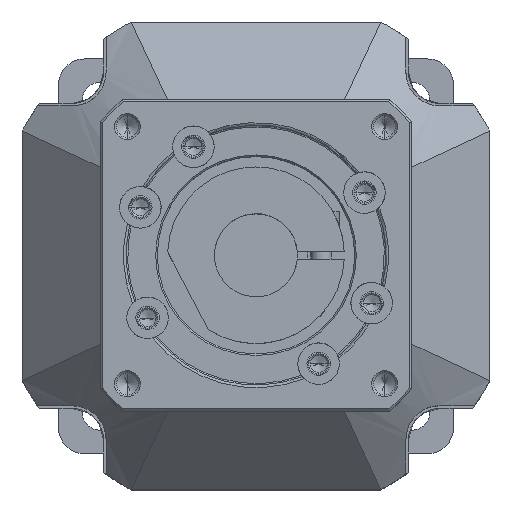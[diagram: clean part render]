
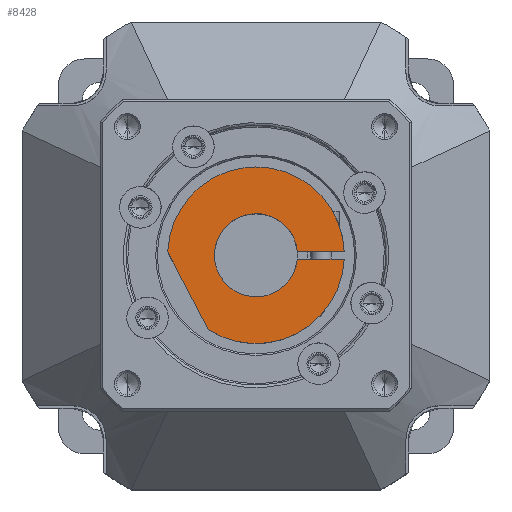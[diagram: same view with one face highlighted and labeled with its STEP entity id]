
A CAD part, top view. The second image highlights one B-rep face of the part: STEP entity #8428.
In plain terms, the highlighted face is planar.
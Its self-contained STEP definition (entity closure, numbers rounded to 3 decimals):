
#7173=DIRECTION('',(0.886,0.,-0.463));
#7174=VECTOR('',#7173,16.869);
#7175=CARTESIAN_POINT('',(-14.31,74.,-9.178));
#7176=LINE('',#7175,#7174);
#7177=DIRECTION('',(0.,0.,-1.));
#7178=VECTOR('',#7177,9.019);
#7179=CARTESIAN_POINT('',(0.75,74.,16.983));
#7180=LINE('',#7179,#7178);
#7181=CARTESIAN_POINT('',(0.,74.,0.));
#7182=DIRECTION('',(0.,1.,0.));
#7183=DIRECTION('',(0.094,0.,0.996));
#7184=AXIS2_PLACEMENT_3D('',#7181,#7182,#7183);
#7186=CARTESIAN_POINT('',(0.,74.,0.));
#7187=DIRECTION('',(0.,-1.,0.));
#7188=DIRECTION('',(-0.094,0.,0.996));
#7189=AXIS2_PLACEMENT_3D('',#7186,#7187,#7188);
#7191=DIRECTION('',(0.,0.,-1.));
#7192=VECTOR('',#7191,9.019);
#7193=CARTESIAN_POINT('',(-0.75,74.,16.983));
#7194=LINE('',#7193,#7192);
#7220=CARTESIAN_POINT('',(0.,74.,0.));
#7221=DIRECTION('',(0.,1.,0.));
#7222=DIRECTION('',(0.044,0.,0.999));
#7223=AXIS2_PLACEMENT_3D('',#7220,#7221,#7222);
#7225=CARTESIAN_POINT('',(0.,74.,0.));
#7226=DIRECTION('',(0.,1.,0.));
#7227=DIRECTION('',(-0.842,0.,-0.54));
#7228=AXIS2_PLACEMENT_3D('',#7225,#7226,#7227);
#7933=CARTESIAN_POINT('',(0.,74.,-8.));
#7935=VERTEX_POINT('',#7933);
#7948=CARTESIAN_POINT('',(0.75,74.,7.965));
#7949=VERTEX_POINT('',#7948);
#7950=CARTESIAN_POINT('',(0.75,74.,16.983));
#7951=VERTEX_POINT('',#7950);
#7952=CARTESIAN_POINT('',(-0.75,74.,16.983));
#7953=CARTESIAN_POINT('',(-0.75,74.,7.965));
#7954=VERTEX_POINT('',#7952);
#7955=VERTEX_POINT('',#7953);
#8020=CARTESIAN_POINT('',(-14.31,74.,-9.178));
#8021=CARTESIAN_POINT('',(0.642,74.,-16.988));
#8022=VERTEX_POINT('',#8020);
#8023=VERTEX_POINT('',#8021);
#8410=CARTESIAN_POINT('',(0.,74.,0.));
#8411=DIRECTION('',(0.,1.,0.));
#8412=DIRECTION('',(0.,0.,-1.));
#8413=AXIS2_PLACEMENT_3D('',#8410,#8411,#8412);
#8414=PLANE('',#8413);
#8416=ORIENTED_EDGE('',*,*,#8415,.T.);
#8418=ORIENTED_EDGE('',*,*,#8417,.F.);
#8420=ORIENTED_EDGE('',*,*,#8419,.T.);
#8421=ORIENTED_EDGE('',*,*,#8362,.T.);
#8422=ORIENTED_EDGE('',*,*,#8377,.F.);
#8423=ORIENTED_EDGE('',*,*,#8391,.F.);
#8425=ORIENTED_EDGE('',*,*,#8424,.F.);
#8426=EDGE_LOOP('',(#8416,#8418,#8420,#8421,#8422,#8423,#8425));
#8427=FACE_OUTER_BOUND('',#8426,.F.);
#8428=ADVANCED_FACE('',(#8427),#8414,.T.);
#7185=CIRCLE('',#7184,8.);
#7190=CIRCLE('',#7189,8.);
#7224=CIRCLE('',#7223,17.);
#7229=CIRCLE('',#7228,17.);
#8362=EDGE_CURVE('',#7949,#7935,#7185,.T.);
#8377=EDGE_CURVE('',#7955,#7935,#7190,.T.);
#8391=EDGE_CURVE('',#7954,#7955,#7194,.T.);
#8415=EDGE_CURVE('',#8022,#8023,#7176,.T.);
#8417=EDGE_CURVE('',#7951,#8023,#7224,.T.);
#8419=EDGE_CURVE('',#7951,#7949,#7180,.T.);
#8424=EDGE_CURVE('',#8022,#7954,#7229,.T.);
